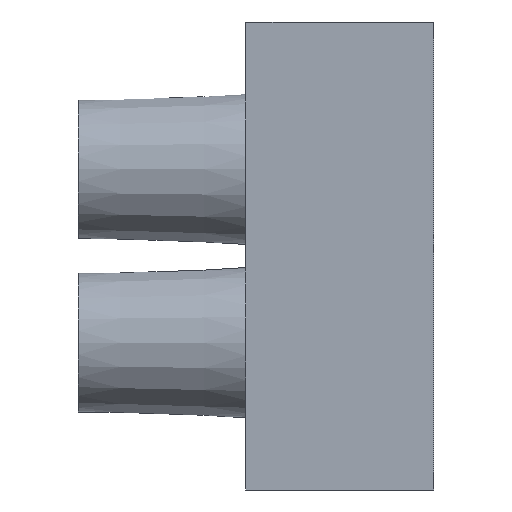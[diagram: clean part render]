
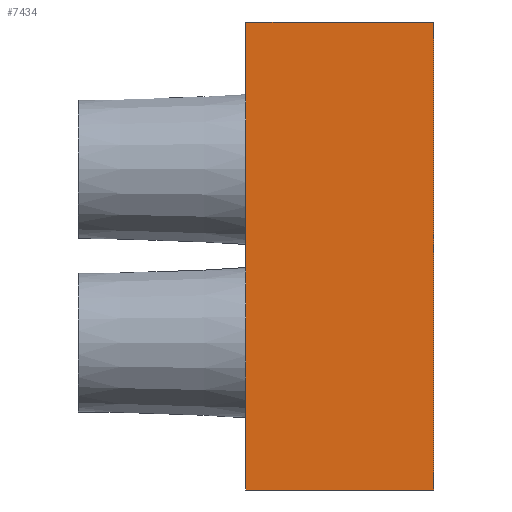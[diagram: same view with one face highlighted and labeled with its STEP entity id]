
A CAD part, left-side view. The second image highlights one B-rep face of the part: STEP entity #7434.
In plain terms, the highlighted planar face has unit normal (-1, 0, 0).
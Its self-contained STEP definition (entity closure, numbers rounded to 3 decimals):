
#6824=CARTESIAN_POINT('',(0.0,0.0,16.2));
#6825=VERTEX_POINT('',#6824);
#6832=CARTESIAN_POINT('',(0.0,0.0,0.0));
#6833=VERTEX_POINT('',#6832);
#6834=CARTESIAN_POINT('',(0.0,0.0,0.0));
#6835=DIRECTION('',(0.0,0.0,1.0));
#6836=VECTOR('',#6835,16.2);
#6837=LINE('',#6834,#6836);
#6838=EDGE_CURVE('',#6833,#6825,#6837,.T.);
#7173=CARTESIAN_POINT('',(0.,6.5,0.0));
#7174=VERTEX_POINT('',#7173);
#7175=CARTESIAN_POINT('',(0.,6.5,0.0));
#7176=DIRECTION('',(0.0,-1.0,0.0));
#7177=VECTOR('',#7176,6.5);
#7178=LINE('',#7175,#7177);
#7179=EDGE_CURVE('',#7174,#6833,#7178,.T.);
#7254=CARTESIAN_POINT('',(0.,6.5,16.2));
#7255=VERTEX_POINT('',#7254);
#7256=CARTESIAN_POINT('',(0.,6.5,0.0));
#7257=DIRECTION('',(0.0,0.0,1.0));
#7258=VECTOR('',#7257,16.2);
#7259=LINE('',#7256,#7258);
#7260=EDGE_CURVE('',#7174,#7255,#7259,.T.);
#7418=CARTESIAN_POINT('',(0.0,0.0,0.0));
#7419=DIRECTION('',(-1.0,0.0,0.0));
#7420=DIRECTION('',(0.0,0.0,1.0));
#7421=AXIS2_PLACEMENT_3D('',#7418,#7419,#7420);
#7422=PLANE('',#7421);
#7423=CARTESIAN_POINT('',(0.,0.0,16.2));
#7424=DIRECTION('',(0.0,1.0,0.0));
#7425=VECTOR('',#7424,6.5);
#7426=LINE('',#7423,#7425);
#7427=EDGE_CURVE('',#6825,#7255,#7426,.T.);
#7428=ORIENTED_EDGE('',*,*,#7427,.T.);
#7429=ORIENTED_EDGE('',*,*,#7260,.F.);
#7430=ORIENTED_EDGE('',*,*,#7179,.T.);
#7431=ORIENTED_EDGE('',*,*,#6838,.T.);
#7432=EDGE_LOOP('',(#7428,#7429,#7430,#7431));
#7433=FACE_OUTER_BOUND('',#7432,.T.);
#7434=ADVANCED_FACE('',(#7433),#7422,.T.);
